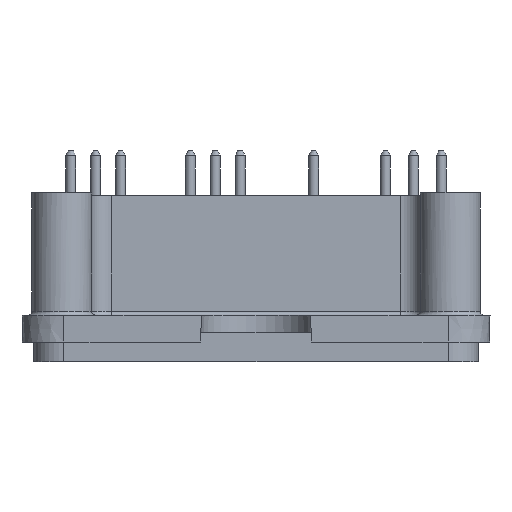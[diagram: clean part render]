
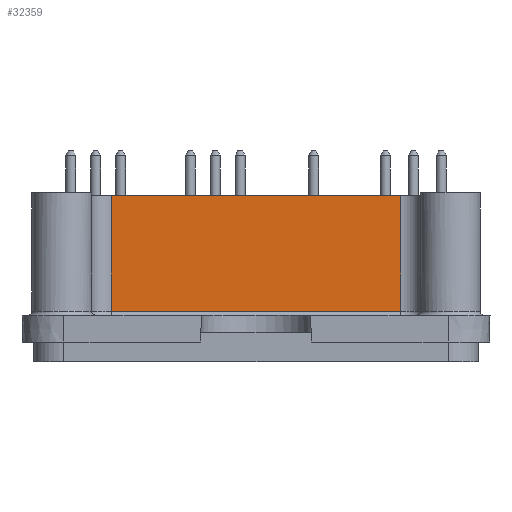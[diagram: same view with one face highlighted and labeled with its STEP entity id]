
A CAD part, left-side view. The second image highlights one B-rep face of the part: STEP entity #32359.
In plain terms, the highlighted planar face has unit normal (-1, 0, 0).
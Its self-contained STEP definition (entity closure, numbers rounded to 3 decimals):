
#2443=LINE('',#42630,#3592);
#2452=LINE('',#42659,#3601);
#2453=LINE('',#42661,#3602);
#2454=LINE('',#42663,#3603);
#3592=VECTOR('',#36523,1000.);
#3601=VECTOR('',#36558,1000.);
#3602=VECTOR('',#36559,1000.);
#3603=VECTOR('',#36560,1000.);
#5061=ORIENTED_EDGE('',*,*,#11248,.F.);
#5062=ORIENTED_EDGE('',*,*,#11233,.T.);
#5063=ORIENTED_EDGE('',*,*,#11249,.T.);
#5064=ORIENTED_EDGE('',*,*,#11250,.F.);
#11233=EDGE_CURVE('',#14331,#14330,#2443,.T.);
#11248=EDGE_CURVE('',#14331,#14338,#2452,.T.);
#11249=EDGE_CURVE('',#14330,#14339,#2453,.T.);
#11250=EDGE_CURVE('',#14338,#14339,#2454,.T.);
#14330=VERTEX_POINT('',#42629);
#14331=VERTEX_POINT('',#42631);
#14338=VERTEX_POINT('',#42660);
#14339=VERTEX_POINT('',#42662);
#16920=EDGE_LOOP('',(#5061,#5062,#5063,#5064));
#18940=FACE_BOUND('',#16920,.T.);
#20894=PLANE('',#34006);
#32359=ADVANCED_FACE('',(#18940),#20894,.F.);
#34006=AXIS2_PLACEMENT_3D('',#42658,#36556,#36557);
#36523=DIRECTION('',(0.,1.,0.));
#36556=DIRECTION('',(1.,0.,0.));
#36557=DIRECTION('',(0.,-1.,0.));
#36558=DIRECTION('',(0.,0.,-1.));
#36559=DIRECTION('',(0.,0.,-1.));
#36560=DIRECTION('',(0.,1.,0.));
#42629=CARTESIAN_POINT('',(-39.5,14.525,13.4));
#42630=CARTESIAN_POINT('',(-39.5,-22.5,13.4));
#42631=CARTESIAN_POINT('',(-39.5,-14.525,13.4));
#42658=CARTESIAN_POINT('',(-39.5,-22.5,61.53));
#42659=CARTESIAN_POINT('',(-39.5,-14.525,61.53));
#42660=CARTESIAN_POINT('',(-39.5,-14.525,1.8));
#42661=CARTESIAN_POINT('',(-39.5,14.525,61.53));
#42662=CARTESIAN_POINT('',(-39.5,14.525,1.8));
#42663=CARTESIAN_POINT('',(-39.5,-22.5,1.8));
